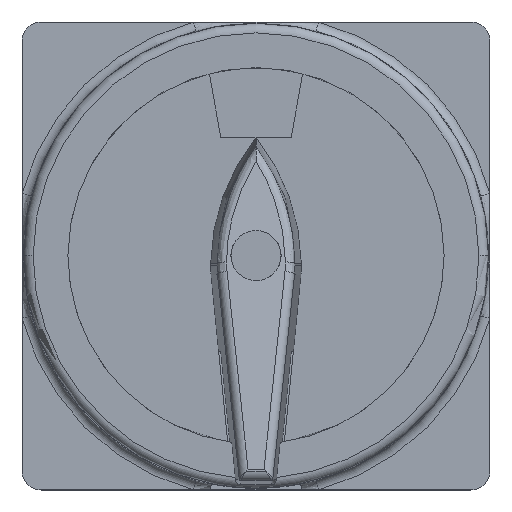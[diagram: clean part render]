
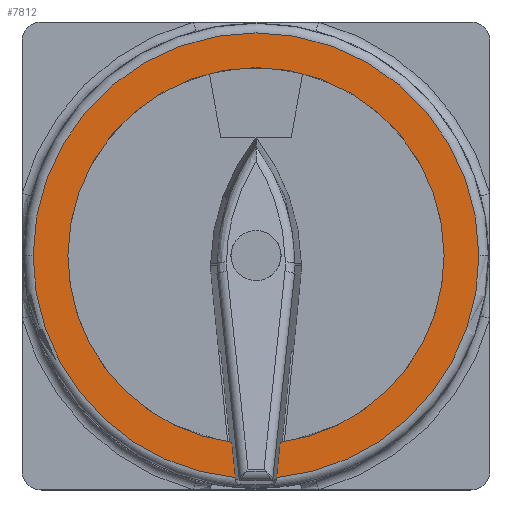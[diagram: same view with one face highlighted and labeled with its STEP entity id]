
A CAD part, top view. The second image highlights one B-rep face of the part: STEP entity #7812.
In plain terms, the highlighted planar face has unit normal (0, 0, 1).
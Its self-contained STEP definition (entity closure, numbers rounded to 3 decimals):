
#103 = AXIS2_PLACEMENT_3D ( 'NONE', #9865, #4554, #10702 ) ;
#122 = LINE ( 'NONE', #3231, #10998 ) ;
#347 = DIRECTION ( 'NONE',  ( 1., 0., 0. ) ) ;
#373 = CIRCLE ( 'NONE', #8455, 23.1 ) ;
#509 = VERTEX_POINT ( 'NONE', #7237 ) ;
#959 = DIRECTION ( 'NONE',  ( 0., 0., 1. ) ) ;
#1077 = VERTEX_POINT ( 'NONE', #10920 ) ;
#1082 = VECTOR ( 'NONE', #1435, 1000. ) ;
#1267 = CARTESIAN_POINT ( 'NONE',  ( 26.748, 4.911, 21.1 ) ) ;
#1435 = DIRECTION ( 'NONE',  ( -0.098, 0.995, 0. ) ) ;
#1456 = CARTESIAN_POINT ( 'NONE',  ( 47.35, 24.25, 21.1 ) ) ;
#1509 = PLANE ( 'NONE',  #8353 ) ;
#1751 = ORIENTED_EDGE ( 'NONE', *, *, #7075, .T. ) ;
#2460 = CARTESIAN_POINT ( 'NONE',  ( 26.386, 1.249, 21.1 ) ) ;
#2587 = FACE_OUTER_BOUND ( 'NONE', #9864, .T. ) ;
#2743 = CIRCLE ( 'NONE', #9207, 23.1 ) ;
#2925 = CIRCLE ( 'NONE', #7245, 19.5 ) ;
#3231 = CARTESIAN_POINT ( 'NONE',  ( 28.619, 23.818, 21.1 ) ) ;
#3466 = VERTEX_POINT ( 'NONE', #1267 ) ;
#3819 = DIRECTION ( 'NONE',  ( 0., 0., 1. ) ) ;
#3954 = CIRCLE ( 'NONE', #7928, 19.5 ) ;
#4017 = ORIENTED_EDGE ( 'NONE', *, *, #9328, .F. ) ;
#4018 = DIRECTION ( 'NONE',  ( 0., 0., 1. ) ) ;
#4141 = CARTESIAN_POINT ( 'NONE',  ( 24.25, 24.25, 21.1 ) ) ;
#4333 = ORIENTED_EDGE ( 'NONE', *, *, #4436, .T. ) ;
#4436 = EDGE_CURVE ( 'NONE', #5197, #1077, #373, .T. ) ;
#4467 = VERTEX_POINT ( 'NONE', #10344 ) ;
#4554 = DIRECTION ( 'NONE',  ( 0., 0., 1. ) ) ;
#4847 = EDGE_CURVE ( 'NONE', #509, #6762, #6333, .T. ) ;
#4892 = CARTESIAN_POINT ( 'NONE',  ( 43.75, 24.25, 21.1 ) ) ;
#5031 = DIRECTION ( 'NONE',  ( 1., 0., 0. ) ) ;
#5059 = DIRECTION ( 'NONE',  ( 0., 0., 1. ) ) ;
#5197 = VERTEX_POINT ( 'NONE', #1456 ) ;
#5639 = DIRECTION ( 'NONE',  ( 0., 0., 1. ) ) ;
#5675 = ORIENTED_EDGE ( 'NONE', *, *, #7190, .T. ) ;
#5991 = ORIENTED_EDGE ( 'NONE', *, *, #7727, .T. ) ;
#6049 = CARTESIAN_POINT ( 'NONE',  ( 21.752, 4.911, 21.1 ) ) ;
#6251 = CARTESIAN_POINT ( 'NONE',  ( 24.25, 24.25, 21.1 ) ) ;
#6333 = CIRCLE ( 'NONE', #11108, 19.5 ) ;
#6687 = CIRCLE ( 'NONE', #103, 23.1 ) ;
#6743 = CARTESIAN_POINT ( 'NONE',  ( 19.881, 23.818, 21.1 ) ) ;
#6762 = VERTEX_POINT ( 'NONE', #6049 ) ;
#7075 = EDGE_CURVE ( 'NONE', #1077, #4467, #2743, .T. ) ;
#7155 = DIRECTION ( 'NONE',  ( 1., 0., 0. ) ) ;
#7190 = EDGE_CURVE ( 'NONE', #3466, #9488, #122, .T. ) ;
#7237 = CARTESIAN_POINT ( 'NONE',  ( 4.75, 24.25, 21.1 ) ) ;
#7245 = AXIS2_PLACEMENT_3D ( 'NONE', #10888, #5639, #347 ) ;
#7413 = ORIENTED_EDGE ( 'NONE', *, *, #9198, .T. ) ;
#7727 = EDGE_CURVE ( 'NONE', #4467, #6762, #7881, .T. ) ;
#7812 = ADVANCED_FACE ( 'NONE', ( #2587 ), #1509, .T. ) ;
#7881 = LINE ( 'NONE', #6743, #1082 ) ;
#7928 = AXIS2_PLACEMENT_3D ( 'NONE', #6251, #959, #7155 ) ;
#8353 = AXIS2_PLACEMENT_3D ( 'NONE', #9491, #5059, #11179 ) ;
#8455 = AXIS2_PLACEMENT_3D ( 'NONE', #4141, #10309, #5031 ) ;
#8564 = DIRECTION ( 'NONE',  ( -0.098, -0.995, 0. ) ) ;
#8794 = VERTEX_POINT ( 'NONE', #4892 ) ;
#9144 = CARTESIAN_POINT ( 'NONE',  ( 24.25, 24.25, 21.1 ) ) ;
#9198 = EDGE_CURVE ( 'NONE', #9488, #5197, #6687, .T. ) ;
#9207 = AXIS2_PLACEMENT_3D ( 'NONE', #9334, #4018, #10189 ) ;
#9328 = EDGE_CURVE ( 'NONE', #8794, #509, #2925, .T. ) ;
#9334 = CARTESIAN_POINT ( 'NONE',  ( 24.25, 24.25, 21.1 ) ) ;
#9488 = VERTEX_POINT ( 'NONE', #2460 ) ;
#9491 = CARTESIAN_POINT ( 'NONE',  ( 24.25, 24.25, 21.1 ) ) ;
#9864 = EDGE_LOOP ( 'NONE', ( #5675, #7413, #4333, #1751, #5991, #11214, #4017, #11070 ) ) ;
#9865 = CARTESIAN_POINT ( 'NONE',  ( 24.25, 24.25, 21.1 ) ) ;
#10002 = DIRECTION ( 'NONE',  ( 1., 0., 0. ) ) ;
#10189 = DIRECTION ( 'NONE',  ( 1., 0., 0. ) ) ;
#10309 = DIRECTION ( 'NONE',  ( 0., 0., 1. ) ) ;
#10344 = CARTESIAN_POINT ( 'NONE',  ( 22.114, 1.249, 21.1 ) ) ;
#10372 = EDGE_CURVE ( 'NONE', #3466, #8794, #3954, .T. ) ;
#10702 = DIRECTION ( 'NONE',  ( 1., 0., 0. ) ) ;
#10888 = CARTESIAN_POINT ( 'NONE',  ( 24.25, 24.25, 21.1 ) ) ;
#10920 = CARTESIAN_POINT ( 'NONE',  ( 1.15, 24.25, 21.1 ) ) ;
#10998 = VECTOR ( 'NONE', #8564, 1000. ) ;
#11070 = ORIENTED_EDGE ( 'NONE', *, *, #10372, .F. ) ;
#11108 = AXIS2_PLACEMENT_3D ( 'NONE', #9144, #3819, #10002 ) ;
#11179 = DIRECTION ( 'NONE',  ( 1., 0., 0. ) ) ;
#11214 = ORIENTED_EDGE ( 'NONE', *, *, #4847, .F. ) ;
